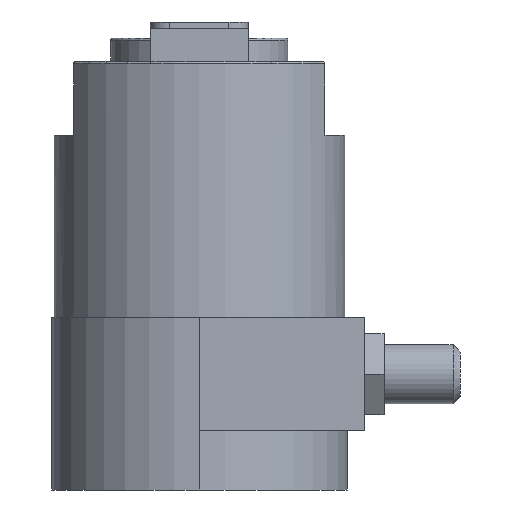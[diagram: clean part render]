
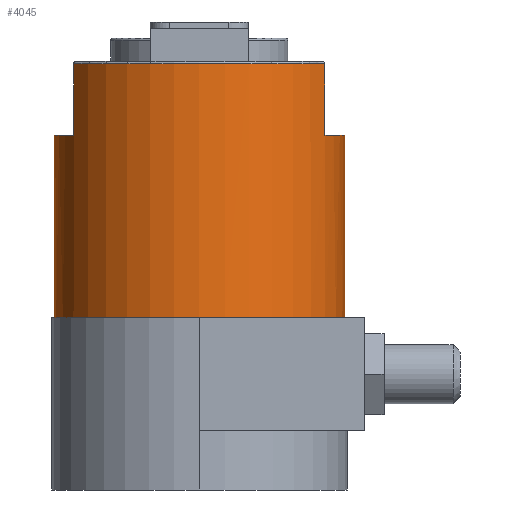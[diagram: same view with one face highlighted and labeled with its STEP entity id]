
A CAD part, left-side view. The second image highlights one B-rep face of the part: STEP entity #4045.
In plain terms, the highlighted cylindrical face has radius 29.5 mm (diameter 59 mm), a partial arc.
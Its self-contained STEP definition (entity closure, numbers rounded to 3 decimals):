
#239=CARTESIAN_POINT('',(0.,0.,35.));
#240=DIRECTION('',(0.,0.,-1.));
#241=DIRECTION('',(0.,-1.,0.));
#242=AXIS2_PLACEMENT_3D('',#239,#240,#241);
#1740=CARTESIAN_POINT('',(0.,0.,86.5));
#1741=DIRECTION('',(0.,0.,1.));
#1742=DIRECTION('',(-0.503,0.864,0.));
#1743=AXIS2_PLACEMENT_3D('',#1740,#1741,#1742);
#1748=DIRECTION('',(0.,0.,-1.));
#1749=VECTOR('',#1748,14.5);
#1750=CARTESIAN_POINT('',(-14.832,-25.5,86.5));
#1751=LINE('',#1750,#1749);
#1755=CARTESIAN_POINT('',(0.,0.,72.));
#1756=DIRECTION('',(0.,0.,-1.));
#1757=DIRECTION('',(0.,-1.,0.));
#1758=AXIS2_PLACEMENT_3D('',#1755,#1756,#1757);
#1763=DIRECTION('',(0.,0.,1.));
#1764=VECTOR('',#1763,37.);
#1765=CARTESIAN_POINT('',(0.,-29.5,35.));
#1766=LINE('',#1765,#1764);
#1770=DIRECTION('',(0.,0.,1.));
#1771=VECTOR('',#1770,37.);
#1772=CARTESIAN_POINT('',(0.,29.5,35.));
#1773=LINE('',#1772,#1771);
#1777=CARTESIAN_POINT('',(0.,0.,72.));
#1778=DIRECTION('',(0.,0.,-1.));
#1779=DIRECTION('',(-0.503,0.864,0.));
#1780=AXIS2_PLACEMENT_3D('',#1777,#1778,#1779);
#1785=DIRECTION('',(0.,0.,-1.));
#1786=VECTOR('',#1785,14.5);
#1787=CARTESIAN_POINT('',(-14.832,25.5,86.5));
#1788=LINE('',#1787,#1786);
#2330=CARTESIAN_POINT('',(0.,29.5,35.));
#2331=CARTESIAN_POINT('',(0.,-29.5,35.));
#2332=VERTEX_POINT('',#2330);
#2333=VERTEX_POINT('',#2331);
#2334=CARTESIAN_POINT('',(0.,29.5,72.));
#2336=VERTEX_POINT('',#2334);
#2338=CARTESIAN_POINT('',(-14.832,25.5,72.));
#2339=VERTEX_POINT('',#2338);
#2340=CARTESIAN_POINT('',(0.,-29.5,72.));
#2341=VERTEX_POINT('',#2340);
#2552=CARTESIAN_POINT('',(-14.832,-25.5,72.));
#2553=VERTEX_POINT('',#2552);
#2570=CARTESIAN_POINT('',(-14.832,25.5,86.5));
#2571=CARTESIAN_POINT('',(-14.832,-25.5,86.5));
#2572=VERTEX_POINT('',#2570);
#2573=VERTEX_POINT('',#2571);
#4026=CARTESIAN_POINT('',(0.,0.,98.));
#4027=DIRECTION('',(0.,0.,-1.));
#4028=DIRECTION('',(0.,-1.,0.));
#4029=AXIS2_PLACEMENT_3D('',#4026,#4027,#4028);
#4030=CYLINDRICAL_SURFACE('',#4029,29.5);
#4031=ORIENTED_EDGE('',*,*,#4017,.T.);
#4033=ORIENTED_EDGE('',*,*,#4032,.T.);
#4035=ORIENTED_EDGE('',*,*,#4034,.F.);
#4036=ORIENTED_EDGE('',*,*,#2880,.F.);
#4037=ORIENTED_EDGE('',*,*,#2861,.T.);
#4038=ORIENTED_EDGE('',*,*,#2877,.T.);
#4040=ORIENTED_EDGE('',*,*,#4039,.F.);
#4042=ORIENTED_EDGE('',*,*,#4041,.F.);
#4043=EDGE_LOOP('',(#4031,#4033,#4035,#4036,#4037,#4038,#4040,#4042));
#4044=FACE_OUTER_BOUND('',#4043,.F.);
#4045=ADVANCED_FACE('',(#4044),#4030,.T.);
#243=CIRCLE('',#242,29.5);
#1744=CIRCLE('',#1743,29.5);
#1759=CIRCLE('',#1758,29.5);
#1781=CIRCLE('',#1780,29.5);
#2861=EDGE_CURVE('',#2333,#2332,#243,.T.);
#2877=EDGE_CURVE('',#2332,#2336,#1773,.T.);
#2880=EDGE_CURVE('',#2333,#2341,#1766,.T.);
#4017=EDGE_CURVE('',#2572,#2573,#1744,.T.);
#4032=EDGE_CURVE('',#2573,#2553,#1751,.T.);
#4034=EDGE_CURVE('',#2341,#2553,#1759,.T.);
#4039=EDGE_CURVE('',#2339,#2336,#1781,.T.);
#4041=EDGE_CURVE('',#2572,#2339,#1788,.T.);
